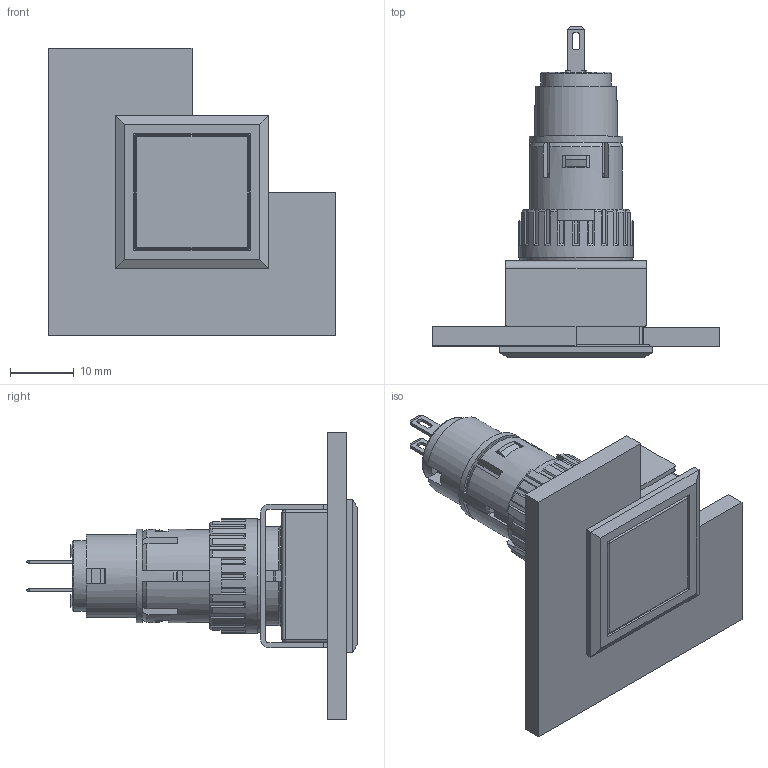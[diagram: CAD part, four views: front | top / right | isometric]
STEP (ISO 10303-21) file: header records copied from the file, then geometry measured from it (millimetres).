
FILE_DESCRIPTION(/* description */ ('Unknown'),/* implementation_level */ '2;1');
FILE_NAME(/* name */ '28_Leuchtmelder_flacher_Einbau_24x24_00324759',/* time_stamp */ '2020-07-06T13:17:06+02:00',/* author */ ('Unknown'),/* organization */ ('Unknown'),/* preprocessor_version */ 'ST-DEVELOPER v16.7',/* originating_system */ 'DEX',/* authorisation */ $);
FILE_SCHEMA (('AUTOMOTIVE_DESIGN {1 0 10303 214 3 1 1}'));
Length unit declared in the file: millimetre
Products named in the file (13): Leuchtmelder_flacher_Einbau_24x24_00324759; Frontplatte-Loch21x21_00311728; Vorsatz-LM-flE-kompl_24x24_00312471; Frontrahmen-flach-24x24_00312411; Dichtung_24x24_00311818; Vorsatzgehäuse-LMkpl_00312470; Druckhaube-flach-18x18_00311664; V-Dichtung_erh-E_00311725; Gehäuse-Unterteil-kompl_00311640; Gehäuse-Unterteil_00311641; Lampenfeder_00311642; Befestigungsbuegel_239031099_00306925; Befestigungsmutter_00311771
Assembly tree (13 placements, depth 4):
  Leuchtmelder_flacher_Einbau_24x24_00324759
    Frontplatte-Loch21x21_00311728
    Vorsatz-LM-flE-kompl_24x24_00312471
      Frontrahmen-flach-24x24_00312411
      Dichtung_24x24_00311818
      Vorsatzgehäuse-LMkpl_00312470
      Druckhaube-flach-18x18_00311664
      V-Dichtung_erh-E_00311725
      Gehäuse-Unterteil-kompl_00311640
        Gehäuse-Unterteil_00311641
        Lampenfeder_00311642  x2
    Befestigungsbuegel_239031099_00306925
    Befestigungsmutter_00311771
Bounding box: 45 x 51.9 x 45 mm (x, y, z)
Volume: 10429.4 mm3; surface area: 13988.8 mm2
Topology: 11 solids, 11 shells, 487 faces, 1302 edges, 846 vertices
Faces by surface type: plane 359, cylinder 79, cone 35, torus 6, bspline 4, sphere 4
Full cylindrical faces by diameter (mm): 3.4 x1, 11 x1, 13 x2, 14.6 x1, 14.9 x1, 15.5 x1, 16.05 x1, 17.9 x1, 18 x2
Entity records: 14986 total; most frequent: CARTESIAN_POINT 2798, ORIENTED_EDGE 2472, DIRECTION 2436, EDGE_CURVE 1236, LINE 886, VECTOR 886, VERTEX_POINT 821, AXIS2_PLACEMENT_3D 775
